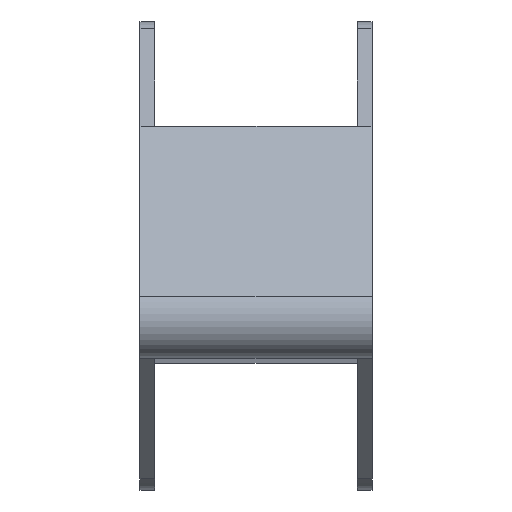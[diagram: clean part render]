
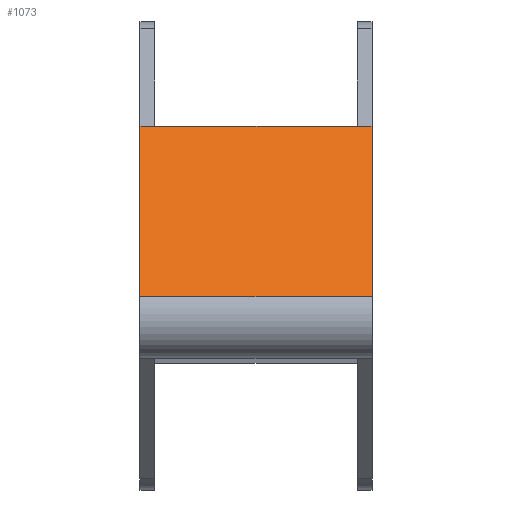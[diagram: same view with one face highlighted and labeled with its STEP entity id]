
A CAD part, top view. The second image highlights one B-rep face of the part: STEP entity #1073.
In plain terms, the highlighted planar face has unit normal (0, 0.637, 0.771).
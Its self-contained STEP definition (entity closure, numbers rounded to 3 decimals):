
#2 = CARTESIAN_POINT ( 'NONE',  ( -20., 310., 1850. ) ) ;
#4 = VECTOR ( 'NONE', #987, 1000. ) ;
#64 = VERTEX_POINT ( 'NONE', #1244 ) ;
#65 = LINE ( 'NONE', #1231, #1203 ) ;
#102 = ORIENTED_EDGE ( 'NONE', *, *, #599, .T. ) ;
#109 = ORIENTED_EDGE ( 'NONE', *, *, #747, .F. ) ;
#192 = ORIENTED_EDGE ( 'NONE', *, *, #979, .F. ) ;
#302 = PLANE ( 'NONE',  #697 ) ;
#312 = CARTESIAN_POINT ( 'NONE',  ( -20., 310., 1850. ) ) ;
#344 = CARTESIAN_POINT ( 'NONE',  ( -290., 310., 1850. ) ) ;
#353 = VERTEX_POINT ( 'NONE', #799 ) ;
#393 = CARTESIAN_POINT ( 'NONE',  ( 0., 81.851, 2038.542 ) ) ;
#398 = VECTOR ( 'NONE', #748, 1000. ) ;
#400 = EDGE_CURVE ( 'NONE', #568, #1043, #936, .T. ) ;
#401 = LINE ( 'NONE', #1219, #692 ) ;
#505 = LINE ( 'NONE', #312, #1275 ) ;
#533 = DIRECTION ( 'NONE',  ( 1., 0., 0. ) ) ;
#568 = VERTEX_POINT ( 'NONE', #1194 ) ;
#595 = EDGE_LOOP ( 'NONE', ( #192, #109, #1196, #1094, #102, #848 ) ) ;
#599 = EDGE_CURVE ( 'NONE', #353, #568, #814, .T. ) ;
#612 = CARTESIAN_POINT ( 'NONE',  ( -310., 81.851, 2038.542 ) ) ;
#630 = DIRECTION ( 'NONE',  ( 0., -0.771, 0.637 ) ) ;
#669 = EDGE_CURVE ( 'NONE', #353, #904, #401, .T. ) ;
#692 = VECTOR ( 'NONE', #831, 1000. ) ;
#697 = AXIS2_PLACEMENT_3D ( 'NONE', #1000, #700, #1101 ) ;
#700 = DIRECTION ( 'NONE',  ( 0., 0.637, 0.771 ) ) ;
#747 = EDGE_CURVE ( 'NONE', #1006, #64, #505, .T. ) ;
#748 = DIRECTION ( 'NONE',  ( 1., 0., 0. ) ) ;
#792 = CARTESIAN_POINT ( 'NONE',  ( -310., 81.851, 2038.542 ) ) ;
#799 = CARTESIAN_POINT ( 'NONE',  ( -310., 310., 1850. ) ) ;
#814 = LINE ( 'NONE', #612, #853 ) ;
#831 = DIRECTION ( 'NONE',  ( 1., 0., 0. ) ) ;
#846 = CARTESIAN_POINT ( 'NONE',  ( -310., 310., 1850. ) ) ;
#848 = ORIENTED_EDGE ( 'NONE', *, *, #400, .T. ) ;
#853 = VECTOR ( 'NONE', #913, 1000. ) ;
#904 = VERTEX_POINT ( 'NONE', #344 ) ;
#913 = DIRECTION ( 'NONE',  ( 0., -0.771, 0.637 ) ) ;
#929 = EDGE_CURVE ( 'NONE', #904, #1006, #1260, .T. ) ;
#936 = LINE ( 'NONE', #792, #4 ) ;
#979 = EDGE_CURVE ( 'NONE', #64, #1043, #65, .T. ) ;
#987 = DIRECTION ( 'NONE',  ( 1., 0., 0. ) ) ;
#1000 = CARTESIAN_POINT ( 'NONE',  ( -310., 81.851, 2038.542 ) ) ;
#1006 = VERTEX_POINT ( 'NONE', #2 ) ;
#1043 = VERTEX_POINT ( 'NONE', #393 ) ;
#1073 = ADVANCED_FACE ( 'NONE', ( #1173 ), #302, .T. ) ;
#1094 = ORIENTED_EDGE ( 'NONE', *, *, #669, .F. ) ;
#1101 = DIRECTION ( 'NONE',  ( 0., -0.771, 0.637 ) ) ;
#1173 = FACE_OUTER_BOUND ( 'NONE', #595, .T. ) ;
#1194 = CARTESIAN_POINT ( 'NONE',  ( -310., 81.851, 2038.542 ) ) ;
#1196 = ORIENTED_EDGE ( 'NONE', *, *, #929, .F. ) ;
#1203 = VECTOR ( 'NONE', #630, 1000. ) ;
#1219 = CARTESIAN_POINT ( 'NONE',  ( -310., 310., 1850. ) ) ;
#1231 = CARTESIAN_POINT ( 'NONE',  ( 0., 81.851, 2038.542 ) ) ;
#1244 = CARTESIAN_POINT ( 'NONE',  ( 0., 310., 1850. ) ) ;
#1260 = LINE ( 'NONE', #846, #398 ) ;
#1275 = VECTOR ( 'NONE', #533, 1000. ) ;
